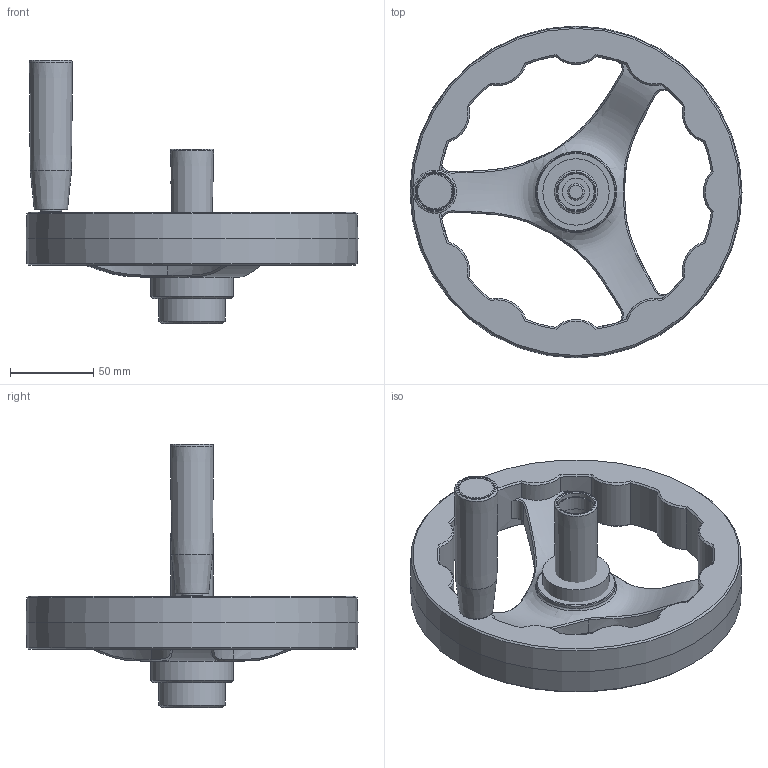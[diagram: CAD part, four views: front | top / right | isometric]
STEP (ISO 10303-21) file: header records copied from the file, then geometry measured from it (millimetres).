
FILE_DESCRIPTION( ( 'Unknown' ), '1' );
FILE_NAME( '6360020_V3RA200_MEP.stp', 'Unknown', ( 'Unknown' ), ( 'Unknown' ), 'XStep 1.0', 'Unknown', ' ' );
FILE_SCHEMA( ( 'CONFIG_CONTROL_DESIGN' ) );
Length unit declared in the file: millimetre
Products named in the file (7): Assem1; 1839402; 8900185; 1833011; 1831151; 1801089; 6360020
Bounding box: 200 x 200 x 158.49 mm (x, y, z)
Volume: 834196.5 mm3; surface area: 283424 mm2
Topology: 12 solids, 12 shells, 508 faces, 1222 edges, 754 vertices
Faces by surface type: plane 160, cone 134, cylinder 126, bspline 48, torus 22, extrusion 12, revolution 6
Full cylindrical faces by diameter (mm): 5 x2, 6 x2, 8.3 x2, 8.5 x2, 8.7 x2, 9.6 x2, 10 x2, 10.2 x2, 12.4 x2, 13 x6, 14.2 x2, 16.633 x2, 17.28 x2, 21.6 x4, 21.9 x4, 35 x2, 40 x6, 42 x4, 47.5 x2, 50 x2, 188.6 x2
Entity records: 9926 total; most frequent: CARTESIAN_POINT 4147, DIRECTION 1121, ORIENTED_EDGE 1072, EDGE_CURVE 536, AXIS2_PLACEMENT_3D 477, VERTEX_POINT 363, EDGE_LOOP 334, FACE_OUTER_BOUND 293
